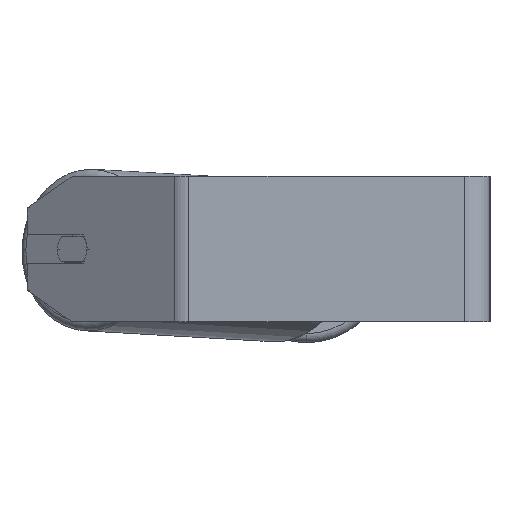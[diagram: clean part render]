
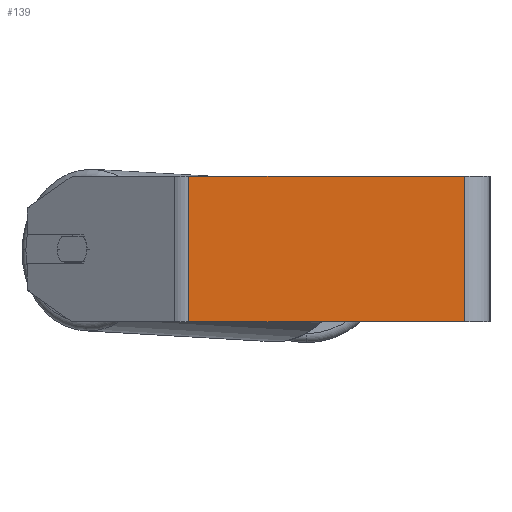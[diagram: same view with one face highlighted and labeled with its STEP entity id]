
A CAD part, left-side view. The second image highlights one B-rep face of the part: STEP entity #139.
In plain terms, the highlighted planar face has unit normal (-1, 0, 0).
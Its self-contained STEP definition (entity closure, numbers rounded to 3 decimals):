
#139 = ADVANCED_FACE ( 'NONE', ( #3851 ), #8368, .F. ) ;
#346 = ORIENTED_EDGE ( 'NONE', *, *, #4364, .F. ) ;
#360 = EDGE_CURVE ( 'NONE', #5440, #3364, #3156, .T. ) ;
#1417 = CARTESIAN_POINT ( 'NONE',  ( -340., 14., -40. ) ) ;
#1530 = ORIENTED_EDGE ( 'NONE', *, *, #360, .T. ) ;
#1580 = VECTOR ( 'NONE', #4314, 1000. ) ;
#2530 = DIRECTION ( 'NONE',  ( 0., 0., -1. ) ) ;
#2813 = VECTOR ( 'NONE', #5421, 1000. ) ;
#2830 = CARTESIAN_POINT ( 'NONE',  ( -340., 170.026, 40. ) ) ;
#2998 = EDGE_CURVE ( 'NONE', #4094, #4076, #3282, .T. ) ;
#3156 = LINE ( 'NONE', #6390, #7521 ) ;
#3282 = LINE ( 'NONE', #4180, #6730 ) ;
#3309 = CARTESIAN_POINT ( 'NONE',  ( -340., 165.611, -40. ) ) ;
#3364 = VERTEX_POINT ( 'NONE', #3309 ) ;
#3471 = AXIS2_PLACEMENT_3D ( 'NONE', #4455, #3816, #2530 ) ;
#3513 = LINE ( 'NONE', #2830, #2813 ) ;
#3816 = DIRECTION ( 'NONE',  ( 1., 0., 0. ) ) ;
#3851 = FACE_OUTER_BOUND ( 'NONE', #7548, .T. ) ;
#4076 = VERTEX_POINT ( 'NONE', #1417 ) ;
#4094 = VERTEX_POINT ( 'NONE', #5124 ) ;
#4180 = CARTESIAN_POINT ( 'NONE',  ( -340., 14., 40. ) ) ;
#4264 = DIRECTION ( 'NONE',  ( 0., 0., -1. ) ) ;
#4269 = CARTESIAN_POINT ( 'NONE',  ( -340., 170.026, -40. ) ) ;
#4314 = DIRECTION ( 'NONE',  ( 0., -1., 0. ) ) ;
#4364 = EDGE_CURVE ( 'NONE', #5440, #4094, #3513, .T. ) ;
#4455 = CARTESIAN_POINT ( 'NONE',  ( -340., 170.026, 40. ) ) ;
#5124 = CARTESIAN_POINT ( 'NONE',  ( -340., 14., 40. ) ) ;
#5421 = DIRECTION ( 'NONE',  ( 0., -1., 0. ) ) ;
#5440 = VERTEX_POINT ( 'NONE', #7310 ) ;
#5924 = EDGE_CURVE ( 'NONE', #3364, #4076, #8273, .T. ) ;
#6390 = CARTESIAN_POINT ( 'NONE',  ( -340., 165.611, 40. ) ) ;
#6730 = VECTOR ( 'NONE', #4264, 1000. ) ;
#7124 = ORIENTED_EDGE ( 'NONE', *, *, #5924, .T. ) ;
#7310 = CARTESIAN_POINT ( 'NONE',  ( -340., 165.611, 40. ) ) ;
#7521 = VECTOR ( 'NONE', #8197, 1000. ) ;
#7548 = EDGE_LOOP ( 'NONE', ( #7124, #8079, #346, #1530 ) ) ;
#8079 = ORIENTED_EDGE ( 'NONE', *, *, #2998, .F. ) ;
#8197 = DIRECTION ( 'NONE',  ( 0., 0., -1. ) ) ;
#8273 = LINE ( 'NONE', #4269, #1580 ) ;
#8368 = PLANE ( 'NONE',  #3471 ) ;
